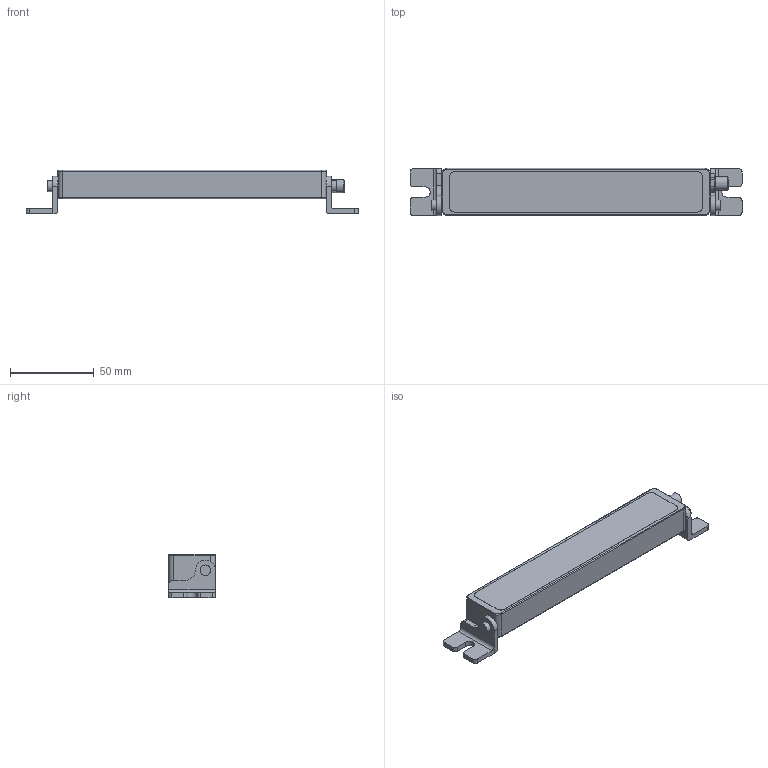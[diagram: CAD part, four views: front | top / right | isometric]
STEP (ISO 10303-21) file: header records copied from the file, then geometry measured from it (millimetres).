
FILE_DESCRIPTION(/* description */ ('Alibre Inc.'),/* implementation_level */ '2;1');
FILE_NAME(/* name */ 'export0',/* time_stamp */ '2020-03-12T14:36:02+01:00',/* author */ (''),/* organization */ (''),/* preprocessor_version */ 'ST-DEVELOPER v17',/* originating_system */ 'Alibre',/* authorisation */ '');
FILE_SCHEMA (('CONFIG_CONTROL_DESIGN'));
Length unit declared in the file: millimetre
Products named in the file (1): ID_1
Bounding box: 198 x 28.09 x 26.05 mm (x, y, z)
Volume: 81346.5 mm3; surface area: 19653.4 mm2
Topology: 1 solids, 4 shells, 136 faces, 316 edges, 198 vertices
Faces by surface type: cylinder 59, plane 58, torus 18, cone 1
Full cylindrical faces by diameter (mm): 1.137 x4, 3.242 x2, 6.231 x1, 6.317 x2, 6.647 x1, 7.8 x1
Entity records: 3748 total; most frequent: DIRECTION 624, CARTESIAN_POINT 621, ORIENTED_EDGE 600, EDGE_CURVE 300, AXIS2_PLACEMENT_3D 274, VERTEX_POINT 198, EDGE_LOOP 162, FACE_BOUND 162
